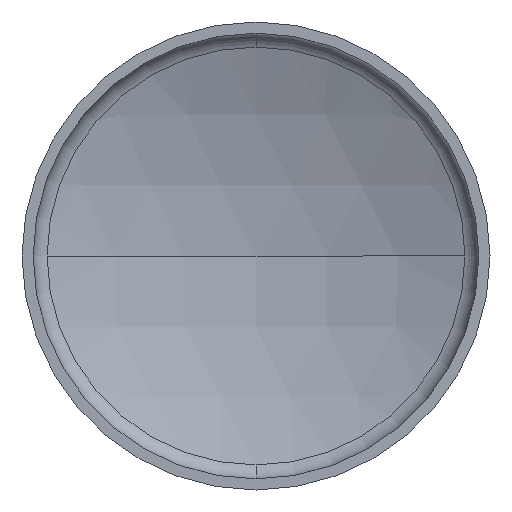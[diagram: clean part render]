
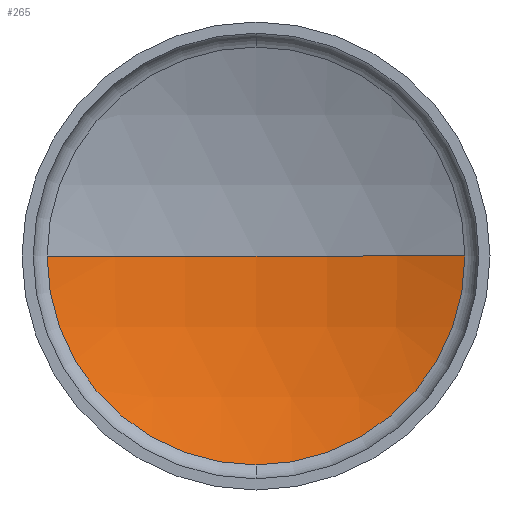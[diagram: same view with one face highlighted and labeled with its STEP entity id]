
A CAD part, front view. The second image highlights one B-rep face of the part: STEP entity #265.
In plain terms, the highlighted spherical face has radius 100.071 mm.
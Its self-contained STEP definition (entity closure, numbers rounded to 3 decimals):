
#8 = CIRCLE ( 'NONE', #181, 37.499 ) ;
#23 = DIRECTION ( 'NONE',  ( 0., 0., 1. ) ) ;
#34 = EDGE_CURVE ( 'NONE', #444, #223, #419, .T. ) ;
#52 = AXIS2_PLACEMENT_3D ( 'NONE', #327, #23, #89 ) ;
#63 = CARTESIAN_POINT ( 'NONE',  ( 0., 14.709, -37.499 ) ) ;
#78 = CARTESIAN_POINT ( 'NONE',  ( 37.499, 14.709, 0. ) ) ;
#89 = DIRECTION ( 'NONE',  ( 1., 0., 0. ) ) ;
#93 = SPHERICAL_SURFACE ( 'NONE', #183, 100.071 ) ;
#95 = ORIENTED_EDGE ( 'NONE', *, *, #103, .F. ) ;
#96 = CIRCLE ( 'NONE', #52, 100.071 ) ;
#103 = EDGE_CURVE ( 'NONE', #223, #271, #8, .T. ) ;
#112 = EDGE_CURVE ( 'NONE', #444, #392, #96, .T. ) ;
#124 = DIRECTION ( 'NONE',  ( 0., 1., 0. ) ) ;
#132 = DIRECTION ( 'NONE',  ( -1., 0., 0. ) ) ;
#140 = CARTESIAN_POINT ( 'NONE',  ( -37.499, 14.709, 0. ) ) ;
#146 = AXIS2_PLACEMENT_3D ( 'NONE', #158, #229, #335 ) ;
#158 = CARTESIAN_POINT ( 'NONE',  ( 0., 14.709, 0. ) ) ;
#163 = EDGE_CURVE ( 'NONE', #271, #392, #282, .T. ) ;
#181 = AXIS2_PLACEMENT_3D ( 'NONE', #331, #124, #233 ) ;
#182 = ORIENTED_EDGE ( 'NONE', *, *, #34, .F. ) ;
#183 = AXIS2_PLACEMENT_3D ( 'NONE', #311, #383, #132 ) ;
#190 = ORIENTED_EDGE ( 'NONE', *, *, #163, .F. ) ;
#223 = VERTEX_POINT ( 'NONE', #63 ) ;
#229 = DIRECTION ( 'NONE',  ( 0., 1., 0. ) ) ;
#233 = DIRECTION ( 'NONE',  ( 0., 0., 1. ) ) ;
#243 = FACE_OUTER_BOUND ( 'NONE', #273, .T. ) ;
#265 = ADVANCED_FACE ( 'NONE', ( #243 ), #93, .F. ) ;
#269 = CARTESIAN_POINT ( 'NONE',  ( 0., -78.071, 0. ) ) ;
#271 = VERTEX_POINT ( 'NONE', #140 ) ;
#273 = EDGE_LOOP ( 'NONE', ( #182, #382, #190, #95 ) ) ;
#282 = CIRCLE ( 'NONE', #304, 100.071 ) ;
#304 = AXIS2_PLACEMENT_3D ( 'NONE', #269, #381, #417 ) ;
#311 = CARTESIAN_POINT ( 'NONE',  ( 0., -78.071, 0. ) ) ;
#318 = CARTESIAN_POINT ( 'NONE',  ( 0., 22., 0. ) ) ;
#327 = CARTESIAN_POINT ( 'NONE',  ( 0., -78.071, 0. ) ) ;
#331 = CARTESIAN_POINT ( 'NONE',  ( 0., 14.709, 0. ) ) ;
#335 = DIRECTION ( 'NONE',  ( 0., 0., 1. ) ) ;
#381 = DIRECTION ( 'NONE',  ( 0., 0., -1. ) ) ;
#382 = ORIENTED_EDGE ( 'NONE', *, *, #112, .T. ) ;
#383 = DIRECTION ( 'NONE',  ( 0., 0., 1. ) ) ;
#392 = VERTEX_POINT ( 'NONE', #318 ) ;
#417 = DIRECTION ( 'NONE',  ( -1., 0., 0. ) ) ;
#419 = CIRCLE ( 'NONE', #146, 37.499 ) ;
#444 = VERTEX_POINT ( 'NONE', #78 ) ;
